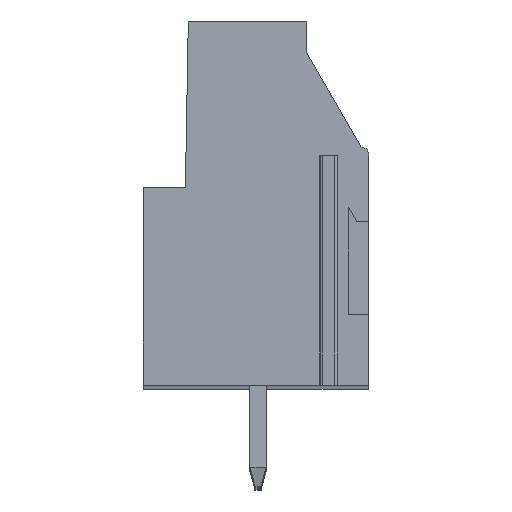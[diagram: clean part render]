
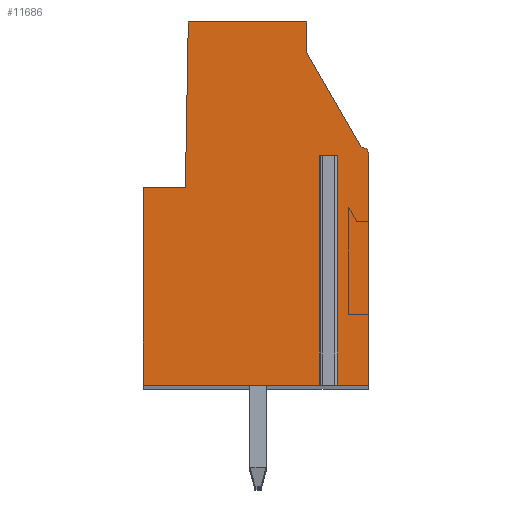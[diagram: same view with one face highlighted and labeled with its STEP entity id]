
A CAD part, top view. The second image highlights one B-rep face of the part: STEP entity #11686.
In plain terms, the highlighted planar face has unit normal (0, 0, 1).
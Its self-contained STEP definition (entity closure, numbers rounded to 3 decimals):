
#1198=DIRECTION('',(1.,0.,0.));
#1199=VECTOR('',#1198,0.5);
#1200=CARTESIAN_POINT('',(3.347,2.4,2.5));
#1201=LINE('',#1200,#1199);
#1202=DIRECTION('',(0.,1.,0.));
#1203=VECTOR('',#1202,11.4);
#1204=CARTESIAN_POINT('',(3.347,-9.,2.5));
#1205=LINE('',#1204,#1203);
#1206=DIRECTION('',(1.,0.,0.));
#1207=VECTOR('',#1206,8.95);
#1208=CARTESIAN_POINT('',(-5.603,-9.,2.5));
#1209=LINE('',#1208,#1207);
#1210=DIRECTION('',(0.,-1.,0.));
#1211=VECTOR('',#1210,9.8);
#1212=CARTESIAN_POINT('',(-5.603,0.8,2.5));
#1213=LINE('',#1212,#1211);
#1214=DIRECTION('',(-1.,0.,0.));
#1215=VECTOR('',#1214,2.1);
#1216=CARTESIAN_POINT('',(-3.503,0.8,2.5));
#1217=LINE('',#1216,#1215);
#1218=DIRECTION('',(-0.017,-1.,0.));
#1219=VECTOR('',#1218,8.201);
#1220=CARTESIAN_POINT('',(-3.36,9.,2.5));
#1221=LINE('',#1220,#1219);
#1222=DIRECTION('',(-1.,0.,0.));
#1223=VECTOR('',#1222,5.86);
#1224=CARTESIAN_POINT('',(2.5,9.,2.5));
#1225=LINE('',#1224,#1223);
#1226=DIRECTION('',(0.,1.,0.));
#1227=VECTOR('',#1226,1.523);
#1228=CARTESIAN_POINT('',(2.5,7.477,2.5));
#1229=LINE('',#1228,#1227);
#1230=DIRECTION('',(-0.5,0.866,0.));
#1231=VECTOR('',#1230,5.394);
#1232=CARTESIAN_POINT('',(5.197,2.805,2.5));
#1233=LINE('',#1232,#1231);
#1234=CARTESIAN_POINT('',(5.197,2.405,2.5));
#1235=DIRECTION('',(0.,0.,1.));
#1236=DIRECTION('',(1.,0.,0.));
#1237=AXIS2_PLACEMENT_3D('',#1234,#1235,#1236);
#1239=DIRECTION('',(0.,1.,0.));
#1240=VECTOR('',#1239,11.405);
#1241=CARTESIAN_POINT('',(5.597,-9.,2.5));
#1242=LINE('',#1241,#1240);
#1243=DIRECTION('',(1.,0.,0.));
#1244=VECTOR('',#1243,1.75);
#1245=CARTESIAN_POINT('',(3.847,-9.,2.5));
#1246=LINE('',#1245,#1244);
#1247=DIRECTION('',(0.,1.,0.));
#1248=VECTOR('',#1247,11.4);
#1249=CARTESIAN_POINT('',(3.847,-9.,2.5));
#1250=LINE('',#1249,#1248);
#8529=CARTESIAN_POINT('',(5.597,-9.,2.5));
#8530=CARTESIAN_POINT('',(5.597,2.405,2.5));
#8531=VERTEX_POINT('',#8529);
#8532=VERTEX_POINT('',#8530);
#8533=CARTESIAN_POINT('',(5.197,2.805,2.5));
#8534=VERTEX_POINT('',#8533);
#8535=CARTESIAN_POINT('',(2.5,7.477,2.5));
#8536=VERTEX_POINT('',#8535);
#8537=CARTESIAN_POINT('',(2.5,9.,2.5));
#8538=VERTEX_POINT('',#8537);
#8539=CARTESIAN_POINT('',(-3.36,9.,2.5));
#8540=VERTEX_POINT('',#8539);
#8541=CARTESIAN_POINT('',(-3.503,0.8,2.5));
#8542=VERTEX_POINT('',#8541);
#8543=CARTESIAN_POINT('',(-5.603,0.8,2.5));
#8544=VERTEX_POINT('',#8543);
#8545=CARTESIAN_POINT('',(-5.603,-9.,2.5));
#8546=VERTEX_POINT('',#8545);
#8583=CARTESIAN_POINT('',(3.347,2.4,2.5));
#8584=CARTESIAN_POINT('',(3.847,2.4,2.5));
#8585=VERTEX_POINT('',#8583);
#8586=VERTEX_POINT('',#8584);
#8587=CARTESIAN_POINT('',(3.347,-9.,2.5));
#8588=VERTEX_POINT('',#8587);
#8589=CARTESIAN_POINT('',(3.847,-9.,2.5));
#8590=VERTEX_POINT('',#8589);
#11663=CARTESIAN_POINT('',(0.,0.,2.5));
#11664=DIRECTION('',(0.,0.,1.));
#11665=DIRECTION('',(1.,0.,0.));
#11666=AXIS2_PLACEMENT_3D('',#11663,#11664,#11665);
#11667=PLANE('',#11666);
#11669=ORIENTED_EDGE('',*,*,#11668,.F.);
#11671=ORIENTED_EDGE('',*,*,#11670,.F.);
#11672=ORIENTED_EDGE('',*,*,#10847,.F.);
#11673=ORIENTED_EDGE('',*,*,#11192,.F.);
#11674=ORIENTED_EDGE('',*,*,#11206,.F.);
#11675=ORIENTED_EDGE('',*,*,#11220,.F.);
#11676=ORIENTED_EDGE('',*,*,#11234,.F.);
#11677=ORIENTED_EDGE('',*,*,#11386,.F.);
#11678=ORIENTED_EDGE('',*,*,#11400,.F.);
#11679=ORIENTED_EDGE('',*,*,#11414,.F.);
#11680=ORIENTED_EDGE('',*,*,#11427,.F.);
#11681=ORIENTED_EDGE('',*,*,#10859,.F.);
#11683=ORIENTED_EDGE('',*,*,#11682,.T.);
#11684=EDGE_LOOP('',(#11669,#11671,#11672,#11673,#11674,#11675,#11676,#11677,
#11678,#11679,#11680,#11681,#11683));
#11685=FACE_OUTER_BOUND('',#11684,.F.);
#1238=CIRCLE('',#1237,0.4);
#10847=EDGE_CURVE('',#8546,#8588,#1209,.T.);
#10859=EDGE_CURVE('',#8590,#8531,#1246,.T.);
#11192=EDGE_CURVE('',#8544,#8546,#1213,.T.);
#11206=EDGE_CURVE('',#8542,#8544,#1217,.T.);
#11220=EDGE_CURVE('',#8540,#8542,#1221,.T.);
#11234=EDGE_CURVE('',#8538,#8540,#1225,.T.);
#11386=EDGE_CURVE('',#8536,#8538,#1229,.T.);
#11400=EDGE_CURVE('',#8534,#8536,#1233,.T.);
#11414=EDGE_CURVE('',#8532,#8534,#1238,.T.);
#11427=EDGE_CURVE('',#8531,#8532,#1242,.T.);
#11668=EDGE_CURVE('',#8585,#8586,#1201,.T.);
#11670=EDGE_CURVE('',#8588,#8585,#1205,.T.);
#11682=EDGE_CURVE('',#8590,#8586,#1250,.T.);
#11686=ADVANCED_FACE('',(#11685),#11667,.T.);
